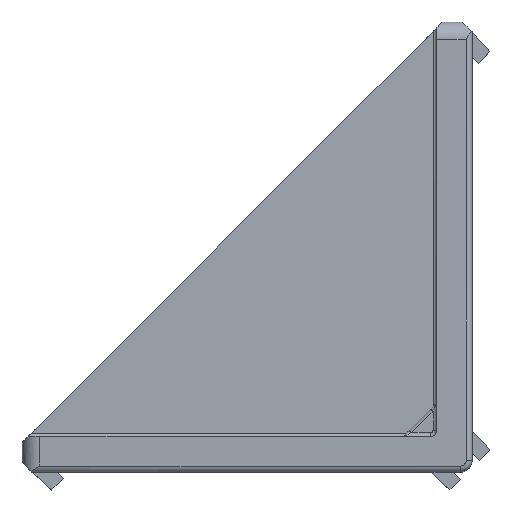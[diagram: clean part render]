
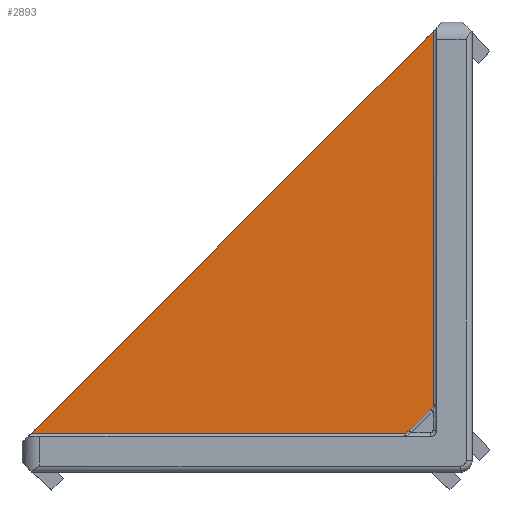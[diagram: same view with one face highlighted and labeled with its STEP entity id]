
A CAD part, top view. The second image highlights one B-rep face of the part: STEP entity #2893.
In plain terms, the highlighted planar face has unit normal (-0.012, 0.012, 1).
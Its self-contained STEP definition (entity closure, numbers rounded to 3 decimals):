
#43=PLANE('',#3071);
#265=LINE('',#4573,#544);
#274=LINE('',#4618,#553);
#275=LINE('',#4619,#554);
#544=VECTOR('',#3443,47.952);
#553=VECTOR('',#3464,33.71);
#554=VECTOR('',#3465,33.71);
#750=FACE_OUTER_BOUND('',#925,.T.);
#925=EDGE_LOOP('',(#2208,#2209,#2210,#2211));
#1186=(
BOUNDED_CURVE()
B_SPLINE_CURVE(3,(#4614,#4615,#4616,#4617),.UNSPECIFIED.,.F.,.F.)
B_SPLINE_CURVE_WITH_KNOTS((4,4),(2.356,3.927),
 .UNSPECIFIED.)
CURVE()
GEOMETRIC_REPRESENTATION_ITEM()
RATIONAL_B_SPLINE_CURVE((1.,0.805,0.805,1.))
REPRESENTATION_ITEM('')
);
#1413=VERTEX_POINT('',#4567);
#1414=VERTEX_POINT('',#4572);
#1423=VERTEX_POINT('',#4612);
#1424=VERTEX_POINT('',#4613);
#1717=EDGE_CURVE('',#1413,#1414,#265,.T.);
#1732=EDGE_CURVE('',#1423,#1424,#1186,.T.);
#1733=EDGE_CURVE('',#1424,#1414,#274,.T.);
#1734=EDGE_CURVE('',#1413,#1423,#275,.T.);
#2208=ORIENTED_EDGE('',*,*,#1732,.T.);
#2209=ORIENTED_EDGE('',*,*,#1733,.T.);
#2210=ORIENTED_EDGE('',*,*,#1717,.F.);
#2211=ORIENTED_EDGE('',*,*,#1734,.T.);
#2893=ADVANCED_FACE('',(#750),#43,.T.);
#3071=AXIS2_PLACEMENT_3D('',#4611,#3462,#3463);
#3443=DIRECTION('',(0.707,0.707,0.));
#3462=DIRECTION('center_axis',(-0.012,0.012,1.));
#3463=DIRECTION('ref_axis',(0.707,0.707,0.));
#3464=DIRECTION('',(0.,1.,-0.012));
#3465=DIRECTION('',(1.,0.,0.012));
#4567=CARTESIAN_POINT('',(-37.204,3.296,-6.));
#4572=CARTESIAN_POINT('',(-3.296,37.204,-6.));
#4573=CARTESIAN_POINT('',(-38.,2.5,-6.));
#4611=CARTESIAN_POINT('Origin',(-38.,2.5,-6.));
#4612=CARTESIAN_POINT('',(-3.496,3.296,-5.584));
#4613=CARTESIAN_POINT('',(-3.296,3.496,-5.584));
#4614=CARTESIAN_POINT('Ctrl Pts',(-3.496,3.296,-5.584));
#4615=CARTESIAN_POINT('Ctrl Pts',(-3.379,3.296,-5.583));
#4616=CARTESIAN_POINT('Ctrl Pts',(-3.296,3.379,-5.583));
#4617=CARTESIAN_POINT('Ctrl Pts',(-3.296,3.496,-5.584));
#4618=CARTESIAN_POINT('',(-3.296,37.5,-6.004));
#4619=CARTESIAN_POINT('',(-3.5,3.296,-5.584));
